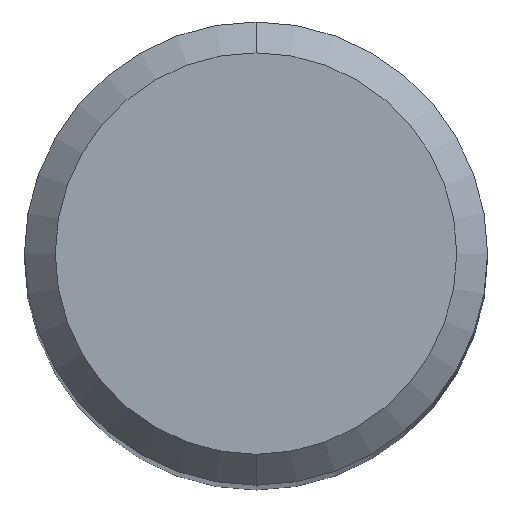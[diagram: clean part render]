
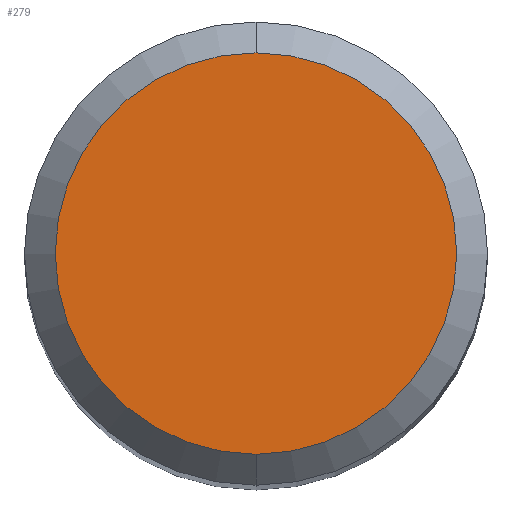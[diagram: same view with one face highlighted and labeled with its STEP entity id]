
A CAD part, top view. The second image highlights one B-rep face of the part: STEP entity #279.
In plain terms, the highlighted planar face has unit normal (0, 0, 1).
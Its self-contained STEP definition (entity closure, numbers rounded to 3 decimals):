
#245=VERTEX_POINT('',#559);
#249=VERTEX_POINT('',#563);
#279=ADVANCED_FACE('',(#596),#597,.T.);
#399=EDGE_CURVE('',#245,#249,#729,.T.);
#413=EDGE_CURVE('',#249,#245,#744,.T.);
#559=CARTESIAN_POINT('',(0.,-2.6,0.0));
#563=CARTESIAN_POINT('',(0.0,2.6,0.0));
#596=FACE_OUTER_BOUND('',#1058,.T.);
#597=PLANE('',#1059);
#729=CIRCLE('',#1319,2.6);
#744=CIRCLE('',#1357,2.6);
#1058=EDGE_LOOP('',(#1548,#1549));
#1059=AXIS2_PLACEMENT_3D('',#1550,#1551,#1552);
#1319=AXIS2_PLACEMENT_3D('',#1708,#1709,#1710);
#1357=AXIS2_PLACEMENT_3D('',#1722,#1723,#1724);
#1548=ORIENTED_EDGE('',*,*,#413,.F.);
#1549=ORIENTED_EDGE('',*,*,#399,.F.);
#1550=CARTESIAN_POINT('',(0.0,1.3,0.0));
#1551=DIRECTION('',(-0.0,0.0,1.0));
#1552=DIRECTION('',(0.0,-1.0,0.0));
#1708=CARTESIAN_POINT('',(0.0,0.0,0.0));
#1709=DIRECTION('',(0.0,0.0,-1.0));
#1710=DIRECTION('',(0.0,1.0,0.0));
#1722=CARTESIAN_POINT('',(0.0,0.0,0.0));
#1723=DIRECTION('',(0.0,0.0,-1.0));
#1724=DIRECTION('',(0.0,1.0,0.0));
